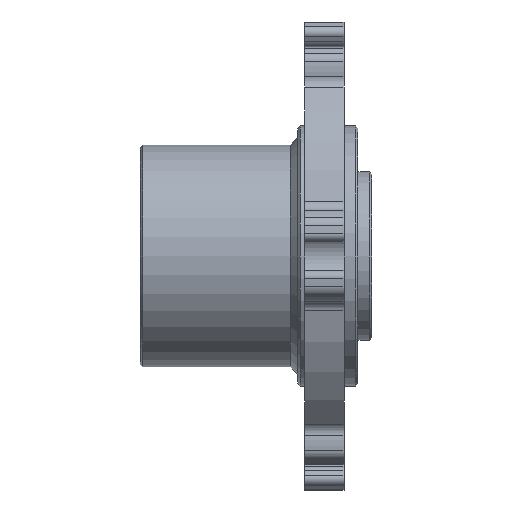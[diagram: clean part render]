
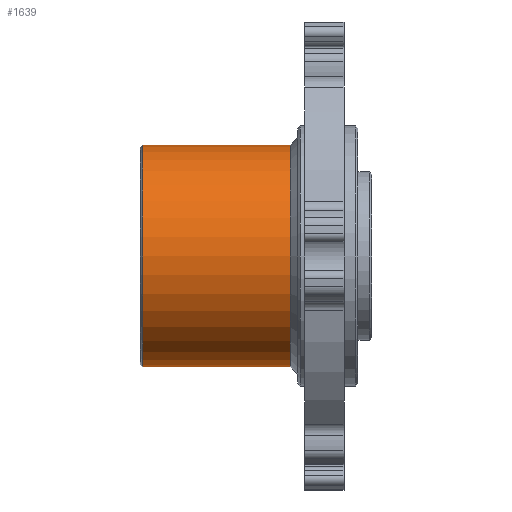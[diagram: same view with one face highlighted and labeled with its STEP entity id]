
A CAD part, left-side view. The second image highlights one B-rep face of the part: STEP entity #1639.
In plain terms, the highlighted cylindrical face has radius 12.167 mm (diameter 24.333 mm), a partial arc.
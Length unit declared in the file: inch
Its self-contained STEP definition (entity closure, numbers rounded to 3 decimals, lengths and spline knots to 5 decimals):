
#556 = EDGE_LOOP ( 'NONE', ( #722, #723, #724, #725 ) ) ;
#722 = ORIENTED_EDGE ( 'NONE', *, *, #863, .F. ) ;
#723 = ORIENTED_EDGE ( 'NONE', *, *, #998, .T. ) ;
#724 = ORIENTED_EDGE ( 'NONE', *, *, #898, .T. ) ;
#725 = ORIENTED_EDGE ( 'NONE', *, *, #996, .T. ) ;
#863 = EDGE_CURVE ( 'NONE', #1198, #1192, #2343, .T. ) ;
#898 = EDGE_CURVE ( 'NONE', #1199, #1193, #2401, .T. ) ;
#996 = EDGE_CURVE ( 'NONE', #1193, #1192, #3084, .T. ) ;
#998 = EDGE_CURVE ( 'NONE', #1198, #1199, #3091, .T. ) ;
#1192 = VERTEX_POINT ( 'NONE', #3912 ) ;
#1193 = VERTEX_POINT ( 'NONE', #3913 ) ;
#1198 = VERTEX_POINT ( 'NONE', #3918 ) ;
#1199 = VERTEX_POINT ( 'NONE', #3919 ) ;
#1639 = ADVANCED_FACE ( 'NONE', ( #4141 ), #4148, .T. ) ;
#2343 = LINE ( 'NONE', #2752, #2344 ) ;
#2344 = VECTOR ( 'NONE', #2753, 39.37008 ) ;
#2401 = LINE ( 'NONE', #2839, #2402 ) ;
#2402 = VECTOR ( 'NONE', #2840, 39.37008 ) ;
#2752 = CARTESIAN_POINT ( 'NONE',  ( 0., 1., 0.479 ) ) ;
#2753 = DIRECTION ( 'NONE',  ( 0., -1., 0. ) ) ;
#2839 = CARTESIAN_POINT ( 'NONE',  ( 0., 1., -0.479 ) ) ;
#2840 = DIRECTION ( 'NONE',  ( 0., -1., 0. ) ) ;
#3084 = CIRCLE ( 'NONE', #3395, 0.479 ) ;
#3091 = CIRCLE ( 'NONE', #3398, 0.479 ) ;
#3364 = CARTESIAN_POINT ( 'NONE',  ( 0., 0.352, 0. ) ) ;
#3371 = CARTESIAN_POINT ( 'NONE',  ( 0., 0.99, 0. ) ) ;
#3372 = DIRECTION ( 'NONE',  ( 0., 1., 0. ) ) ;
#3373 = DIRECTION ( 'NONE',  ( 0., 0., 1. ) ) ;
#3395 = AXIS2_PLACEMENT_3D ( 'NONE', #3364, #3372, #3373 ) ;
#3398 = AXIS2_PLACEMENT_3D ( 'NONE', #3371, #3618, #3619 ) ;
#3496 = AXIS2_PLACEMENT_3D ( 'NONE', #4126, #4500, #4503 ) ;
#3618 = DIRECTION ( 'NONE',  ( 0., -1., 0. ) ) ;
#3619 = DIRECTION ( 'NONE',  ( 0., 0., 1. ) ) ;
#3912 = CARTESIAN_POINT ( 'NONE',  ( 0., 0.352, 0.479 ) ) ;
#3913 = CARTESIAN_POINT ( 'NONE',  ( 0., 0.352, -0.479 ) ) ;
#3918 = CARTESIAN_POINT ( 'NONE',  ( 0., 0.99, 0.479 ) ) ;
#3919 = CARTESIAN_POINT ( 'NONE',  ( 0., 0.99, -0.479 ) ) ;
#4126 = CARTESIAN_POINT ( 'NONE',  ( 0., 1., 0. ) ) ;
#4141 = FACE_OUTER_BOUND ( 'NONE', #556, .T. ) ;
#4148 = CYLINDRICAL_SURFACE ( 'NONE', #3496, 0.479 ) ;
#4500 = DIRECTION ( 'NONE',  ( 0., -1., 0. ) ) ;
#4503 = DIRECTION ( 'NONE',  ( 0., 0., -1. ) ) ;
